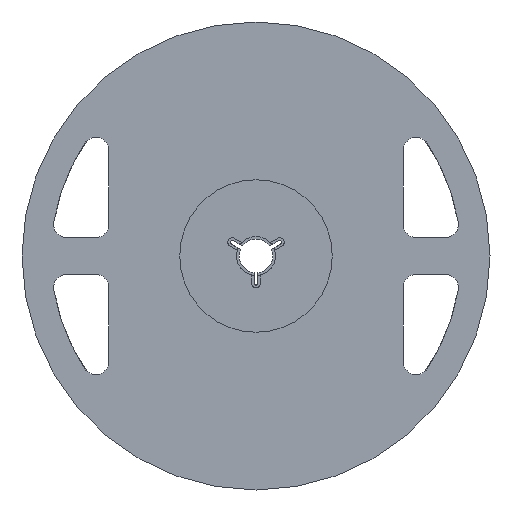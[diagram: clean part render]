
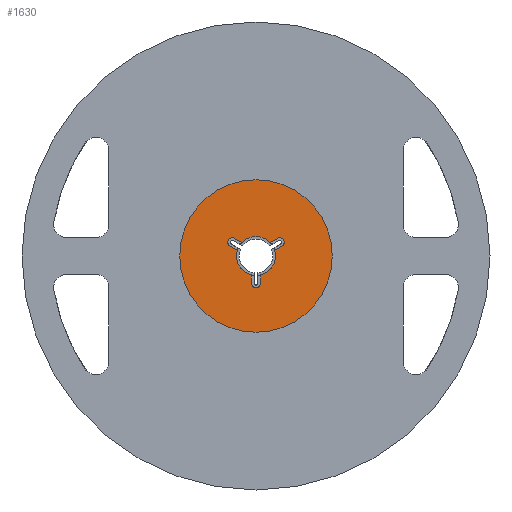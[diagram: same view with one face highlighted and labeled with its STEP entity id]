
A CAD part, front view. The second image highlights one B-rep face of the part: STEP entity #1630.
In plain terms, the highlighted planar face has unit normal (0, -1, 0).
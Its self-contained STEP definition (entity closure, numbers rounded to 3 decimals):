
#9 = EDGE_CURVE ( 'NONE', #4492, #384, #4419, .T. ) ;
#16 = ORIENTED_EDGE ( 'NONE', *, *, #2238, .T. ) ;
#59 = CARTESIAN_POINT ( 'NONE',  ( 0., -1., 0. ) ) ;
#63 = EDGE_CURVE ( 'NONE', #1645, #3938, #973, .T. ) ;
#77 = CARTESIAN_POINT ( 'NONE',  ( 0., -1., 7.4 ) ) ;
#81 = VERTEX_POINT ( 'NONE', #3156 ) ;
#119 = EDGE_CURVE ( 'NONE', #4123, #218, #3587, .T. ) ;
#151 = AXIS2_PLACEMENT_3D ( 'NONE', #1480, #1515, #4154 ) ;
#177 = CARTESIAN_POINT ( 'NONE',  ( 8.963, -1., 5.175 ) ) ;
#215 = AXIS2_PLACEMENT_3D ( 'NONE', #1895, #2251, #3385 ) ;
#218 = VERTEX_POINT ( 'NONE', #3710 ) ;
#253 = DIRECTION ( 'NONE',  ( 1., 0., 0. ) ) ;
#314 = ORIENTED_EDGE ( 'NONE', *, *, #632, .T. ) ;
#384 = VERTEX_POINT ( 'NONE', #4551 ) ;
#447 = VECTOR ( 'NONE', #1315, 1000. ) ;
#460 = DIRECTION ( 'NONE',  ( 0., 1., 0. ) ) ;
#546 = DIRECTION ( 'NONE',  ( 0., 1., 0. ) ) ;
#576 = ORIENTED_EDGE ( 'NONE', *, *, #1483, .T. ) ;
#585 = ORIENTED_EDGE ( 'NONE', *, *, #119, .T. ) ;
#631 = CIRCLE ( 'NONE', #895, 7.4 ) ;
#632 = EDGE_CURVE ( 'NONE', #4159, #4492, #1432, .T. ) ;
#650 = VERTEX_POINT ( 'NONE', #4746 ) ;
#688 = LINE ( 'NONE', #1283, #447 ) ;
#728 = CARTESIAN_POINT ( 'NONE',  ( -5.352, -1., 5.111 ) ) ;
#759 = CARTESIAN_POINT ( 'NONE',  ( 0., -1., -29. ) ) ;
#831 = VERTEX_POINT ( 'NONE', #2093 ) ;
#895 = AXIS2_PLACEMENT_3D ( 'NONE', #3336, #1400, #2539 ) ;
#925 = LINE ( 'NONE', #1093, #4001 ) ;
#926 = DIRECTION ( 'NONE',  ( 0.5, 0., 0.866 ) ) ;
#973 = LINE ( 'NONE', #4345, #4902 ) ;
#1059 = VERTEX_POINT ( 'NONE', #759 ) ;
#1093 = CARTESIAN_POINT ( 'NONE',  ( -1.75, -1., 10.905 ) ) ;
#1111 = EDGE_CURVE ( 'NONE', #4763, #1389, #1972, .T. ) ;
#1168 = VERTEX_POINT ( 'NONE', #4220 ) ;
#1182 = DIRECTION ( 'NONE',  ( 1., 0., 0. ) ) ;
#1245 = CIRCLE ( 'NONE', #215, 7.4 ) ;
#1283 = CARTESIAN_POINT ( 'NONE',  ( -8.517, -1., 6.938 ) ) ;
#1298 = CIRCLE ( 'NONE', #4322, 1.75 ) ;
#1315 = DIRECTION ( 'NONE',  ( 0.866, 0., -0.5 ) ) ;
#1357 = AXIS2_PLACEMENT_3D ( 'NONE', #4028, #1785, #253 ) ;
#1375 = CIRCLE ( 'NONE', #151, 29. ) ;
#1389 = VERTEX_POINT ( 'NONE', #77 ) ;
#1393 = DIRECTION ( 'NONE',  ( -1., 0., 0. ) ) ;
#1400 = DIRECTION ( 'NONE',  ( 0., 1., 0. ) ) ;
#1402 = ORIENTED_EDGE ( 'NONE', *, *, #9, .T. ) ;
#1432 = CIRCLE ( 'NONE', #4573, 1.75 ) ;
#1480 = CARTESIAN_POINT ( 'NONE',  ( 0., -1., 0. ) ) ;
#1483 = EDGE_CURVE ( 'NONE', #831, #4159, #1507, .T. ) ;
#1507 = LINE ( 'NONE', #3897, #4040 ) ;
#1515 = DIRECTION ( 'NONE',  ( 0., 1., 0. ) ) ;
#1630 = ADVANCED_FACE ( 'NONE', ( #2400, #2154 ), #1692, .T. ) ;
#1634 = ORIENTED_EDGE ( 'NONE', *, *, #2696, .F. ) ;
#1645 = VERTEX_POINT ( 'NONE', #4440 ) ;
#1648 = CARTESIAN_POINT ( 'NONE',  ( -11.635, -1., 4.697 ) ) ;
#1692 = PLANE ( 'NONE',  #4018 ) ;
#1764 = EDGE_LOOP ( 'NONE', ( #2803, #2809, #16, #3022, #3113, #576, #314, #1402, #4601, #2615, #3123, #3036, #585 ) ) ;
#1782 = CARTESIAN_POINT ( 'NONE',  ( -9.838, -1., 3.659 ) ) ;
#1785 = DIRECTION ( 'NONE',  ( 0., 1., 0. ) ) ;
#1829 = DIRECTION ( 'NONE',  ( 0., 0., -1. ) ) ;
#1856 = DIRECTION ( 'NONE',  ( 0., 0., 1. ) ) ;
#1895 = CARTESIAN_POINT ( 'NONE',  ( 0., -1., 0. ) ) ;
#1972 = CIRCLE ( 'NONE', #2993, 7.4 ) ;
#2023 = AXIS2_PLACEMENT_3D ( 'NONE', #4780, #2125, #1393 ) ;
#2093 = CARTESIAN_POINT ( 'NONE',  ( 5.352, -1., 5.111 ) ) ;
#2103 = DIRECTION ( 'NONE',  ( 0., 1., 0. ) ) ;
#2125 = DIRECTION ( 'NONE',  ( 0., 1., 0. ) ) ;
#2154 = FACE_OUTER_BOUND ( 'NONE', #4224, .T. ) ;
#2238 = EDGE_CURVE ( 'NONE', #650, #4763, #688, .T. ) ;
#2251 = DIRECTION ( 'NONE',  ( 0., 1., 0. ) ) ;
#2400 = FACE_BOUND ( 'NONE', #1764, .T. ) ;
#2437 = CARTESIAN_POINT ( 'NONE',  ( 10.267, -1., 3.907 ) ) ;
#2539 = DIRECTION ( 'NONE',  ( 1., 0., 0. ) ) ;
#2615 = ORIENTED_EDGE ( 'NONE', *, *, #63, .T. ) ;
#2623 = CIRCLE ( 'NONE', #2023, 1.75 ) ;
#2696 = EDGE_CURVE ( 'NONE', #1168, #1059, #1375, .T. ) ;
#2704 = DIRECTION ( 'NONE',  ( 0., 1., 0. ) ) ;
#2740 = EDGE_CURVE ( 'NONE', #1059, #1168, #4091, .T. ) ;
#2803 = ORIENTED_EDGE ( 'NONE', *, *, #2913, .T. ) ;
#2805 = LINE ( 'NONE', #1648, #4148 ) ;
#2809 = ORIENTED_EDGE ( 'NONE', *, *, #4230, .T. ) ;
#2913 = EDGE_CURVE ( 'NONE', #218, #4014, #2805, .T. ) ;
#2924 = CARTESIAN_POINT ( 'NONE',  ( 0., -1., 29. ) ) ;
#2936 = DIRECTION ( 'NONE',  ( 0., -1., 0. ) ) ;
#2993 = AXIS2_PLACEMENT_3D ( 'NONE', #3109, #2704, #1182 ) ;
#3022 = ORIENTED_EDGE ( 'NONE', *, *, #1111, .T. ) ;
#3036 = ORIENTED_EDGE ( 'NONE', *, *, #4838, .T. ) ;
#3109 = CARTESIAN_POINT ( 'NONE',  ( 0., -1., 0. ) ) ;
#3113 = ORIENTED_EDGE ( 'NONE', *, *, #4698, .T. ) ;
#3123 = ORIENTED_EDGE ( 'NONE', *, *, #3638, .T. ) ;
#3156 = CARTESIAN_POINT ( 'NONE',  ( -1.75, -1., -10.35 ) ) ;
#3192 = AXIS2_PLACEMENT_3D ( 'NONE', #59, #460, #3480 ) ;
#3336 = CARTESIAN_POINT ( 'NONE',  ( 0., -1., 0. ) ) ;
#3337 = EDGE_CURVE ( 'NONE', #384, #1645, #1245, .T. ) ;
#3385 = DIRECTION ( 'NONE',  ( 1., 0., 0. ) ) ;
#3480 = DIRECTION ( 'NONE',  ( 1., 0., 0. ) ) ;
#3587 = CIRCLE ( 'NONE', #1357, 7.4 ) ;
#3638 = EDGE_CURVE ( 'NONE', #3938, #81, #2623, .T. ) ;
#3710 = CARTESIAN_POINT ( 'NONE',  ( -7.102, -1., 2.08 ) ) ;
#3897 = CARTESIAN_POINT ( 'NONE',  ( 9.885, -1., 7.728 ) ) ;
#3938 = VERTEX_POINT ( 'NONE', #4640 ) ;
#3952 = DIRECTION ( 'NONE',  ( -0.866, 0., -0.5 ) ) ;
#4001 = VECTOR ( 'NONE', #1856, 1000. ) ;
#4014 = VERTEX_POINT ( 'NONE', #1782 ) ;
#4018 = AXIS2_PLACEMENT_3D ( 'NONE', #2924, #2936, #1829 ) ;
#4028 = CARTESIAN_POINT ( 'NONE',  ( 0., -1., 0. ) ) ;
#4040 = VECTOR ( 'NONE', #4734, 1000. ) ;
#4054 = CARTESIAN_POINT ( 'NONE',  ( 8.088, -1., 6.691 ) ) ;
#4091 = CIRCLE ( 'NONE', #3192, 29. ) ;
#4123 = VERTEX_POINT ( 'NONE', #4764 ) ;
#4148 = VECTOR ( 'NONE', #4269, 1000. ) ;
#4154 = DIRECTION ( 'NONE',  ( 1., 0., 0. ) ) ;
#4159 = VERTEX_POINT ( 'NONE', #4054 ) ;
#4220 = CARTESIAN_POINT ( 'NONE',  ( 0., -1., 29. ) ) ;
#4224 = EDGE_LOOP ( 'NONE', ( #1634, #4289 ) ) ;
#4230 = EDGE_CURVE ( 'NONE', #4014, #650, #1298, .T. ) ;
#4269 = DIRECTION ( 'NONE',  ( -0.866, 0., 0.5 ) ) ;
#4278 = DIRECTION ( 'NONE',  ( 0., 0., -1. ) ) ;
#4289 = ORIENTED_EDGE ( 'NONE', *, *, #2740, .F. ) ;
#4322 = AXIS2_PLACEMENT_3D ( 'NONE', #4379, #2103, #926 ) ;
#4345 = CARTESIAN_POINT ( 'NONE',  ( 1.75, -1., 9.325 ) ) ;
#4379 = CARTESIAN_POINT ( 'NONE',  ( -8.963, -1., 5.175 ) ) ;
#4419 = LINE ( 'NONE', #2437, #4726 ) ;
#4440 = CARTESIAN_POINT ( 'NONE',  ( 1.75, -1., -7.19 ) ) ;
#4492 = VERTEX_POINT ( 'NONE', #4847 ) ;
#4551 = CARTESIAN_POINT ( 'NONE',  ( 7.102, -1., 2.08 ) ) ;
#4573 = AXIS2_PLACEMENT_3D ( 'NONE', #177, #546, #4714 ) ;
#4601 = ORIENTED_EDGE ( 'NONE', *, *, #3337, .T. ) ;
#4640 = CARTESIAN_POINT ( 'NONE',  ( 1.75, -1., -10.35 ) ) ;
#4698 = EDGE_CURVE ( 'NONE', #1389, #831, #631, .T. ) ;
#4714 = DIRECTION ( 'NONE',  ( 0.5, 0., -0.866 ) ) ;
#4726 = VECTOR ( 'NONE', #3952, 1000. ) ;
#4734 = DIRECTION ( 'NONE',  ( 0.866, 0., 0.5 ) ) ;
#4746 = CARTESIAN_POINT ( 'NONE',  ( -8.088, -1., 6.691 ) ) ;
#4763 = VERTEX_POINT ( 'NONE', #728 ) ;
#4764 = CARTESIAN_POINT ( 'NONE',  ( -1.75, -1., -7.19 ) ) ;
#4780 = CARTESIAN_POINT ( 'NONE',  ( 0., -1., -10.35 ) ) ;
#4838 = EDGE_CURVE ( 'NONE', #81, #4123, #925, .T. ) ;
#4847 = CARTESIAN_POINT ( 'NONE',  ( 9.838, -1., 3.659 ) ) ;
#4902 = VECTOR ( 'NONE', #4278, 1000. ) ;
